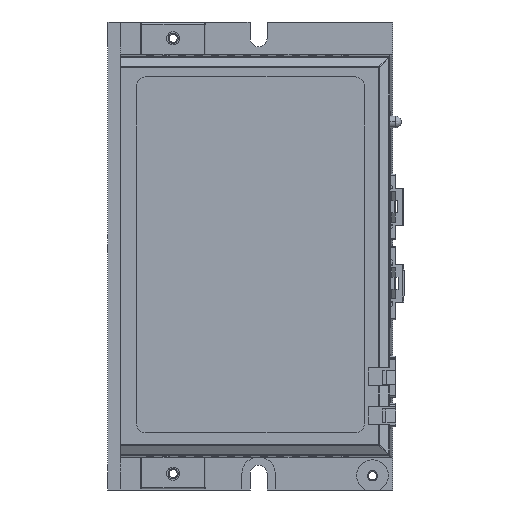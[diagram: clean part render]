
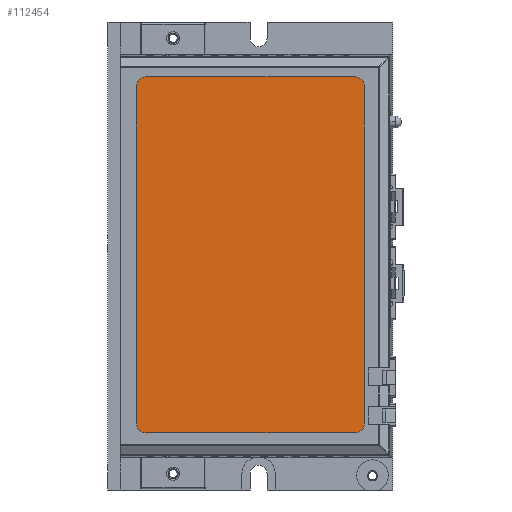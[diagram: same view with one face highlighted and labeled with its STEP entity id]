
A CAD part, front view. The second image highlights one B-rep face of the part: STEP entity #112454.
In plain terms, the highlighted face is planar.
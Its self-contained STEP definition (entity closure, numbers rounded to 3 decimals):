
#7194 = VECTOR ( 'NONE', #95329, 1000. ) ;
#8540 = EDGE_CURVE ( 'NONE', #59051, #35590, #104314, .T. ) ;
#9137 = AXIS2_PLACEMENT_3D ( 'NONE', #96445, #12994, #84458 ) ;
#12388 = ORIENTED_EDGE ( 'NONE', *, *, #93507, .T. ) ;
#12776 = FACE_OUTER_BOUND ( 'NONE', #144820, .T. ) ;
#12994 = DIRECTION ( 'NONE',  ( 0., 0., 1. ) ) ;
#13442 = ORIENTED_EDGE ( 'NONE', *, *, #148652, .T. ) ;
#16925 = VECTOR ( 'NONE', #98462, 1000. ) ;
#17199 = CARTESIAN_POINT ( 'NONE',  ( -11.2, -15.763, 21.3 ) ) ;
#18045 = DIRECTION ( 'NONE',  ( 1., 0., 0. ) ) ;
#18084 = PLANE ( 'NONE',  #95425 ) ;
#26969 = CARTESIAN_POINT ( 'NONE',  ( -9., -13.563, 21.3 ) ) ;
#28246 = CARTESIAN_POINT ( 'NONE',  ( -11.2, -101., 21.3 ) ) ;
#29200 = DIRECTION ( 'NONE',  ( 1., 0., 0. ) ) ;
#30035 = CARTESIAN_POINT ( 'NONE',  ( -62.8, -98.8, 21.3 ) ) ;
#31585 = EDGE_CURVE ( 'NONE', #65930, #115979, #96500, .T. ) ;
#32007 = CARTESIAN_POINT ( 'NONE',  ( -65., -13.563, 21.3 ) ) ;
#35590 = VERTEX_POINT ( 'NONE', #100901 ) ;
#36432 = AXIS2_PLACEMENT_3D ( 'NONE', #30035, #101474, #18045 ) ;
#39066 = ORIENTED_EDGE ( 'NONE', *, *, #31585, .T. ) ;
#41377 = CARTESIAN_POINT ( 'NONE',  ( -62.8, -13.563, 21.3 ) ) ;
#42750 = VERTEX_POINT ( 'NONE', #138397 ) ;
#43489 = CARTESIAN_POINT ( 'NONE',  ( -62.8, -15.763, 21.3 ) ) ;
#44037 = DIRECTION ( 'NONE',  ( 0., -1., 0. ) ) ;
#46780 = VERTEX_POINT ( 'NONE', #88786 ) ;
#47115 = EDGE_CURVE ( 'NONE', #125217, #46780, #67965, .T. ) ;
#52431 = ORIENTED_EDGE ( 'NONE', *, *, #86159, .T. ) ;
#53489 = VERTEX_POINT ( 'NONE', #41377 ) ;
#55448 = DIRECTION ( 'NONE',  ( 1., 0., 0. ) ) ;
#59051 = VERTEX_POINT ( 'NONE', #84425 ) ;
#65930 = VERTEX_POINT ( 'NONE', #28246 ) ;
#66110 = CARTESIAN_POINT ( 'NONE',  ( 0., 0., 21.3 ) ) ;
#67965 = CIRCLE ( 'NONE', #142688, 2.2 ) ;
#69454 = LINE ( 'NONE', #32007, #129326 ) ;
#72886 = CARTESIAN_POINT ( 'NONE',  ( -9., -98.8, 21.3 ) ) ;
#76708 = LINE ( 'NONE', #26969, #16925 ) ;
#78149 = DIRECTION ( 'NONE',  ( 1., 0., 0. ) ) ;
#78190 = LINE ( 'NONE', #143036, #7194 ) ;
#83423 = DIRECTION ( 'NONE',  ( 1., 0., 0. ) ) ;
#84425 = CARTESIAN_POINT ( 'NONE',  ( -65., -98.8, 21.3 ) ) ;
#84458 = DIRECTION ( 'NONE',  ( 1., 0., 0. ) ) ;
#86159 = EDGE_CURVE ( 'NONE', #53489, #42750, #106185, .T. ) ;
#88786 = CARTESIAN_POINT ( 'NONE',  ( -11.2, -13.563, 21.3 ) ) ;
#93507 = EDGE_CURVE ( 'NONE', #46780, #53489, #76708, .T. ) ;
#95329 = DIRECTION ( 'NONE',  ( 0., 1., 0. ) ) ;
#95425 = AXIS2_PLACEMENT_3D ( 'NONE', #66110, #149798, #78149 ) ;
#96445 = CARTESIAN_POINT ( 'NONE',  ( -11.2, -98.8, 21.3 ) ) ;
#96500 = CIRCLE ( 'NONE', #9137, 2.2 ) ;
#97684 = ORIENTED_EDGE ( 'NONE', *, *, #8540, .T. ) ;
#98462 = DIRECTION ( 'NONE',  ( -1., 0., 0. ) ) ;
#100622 = ORIENTED_EDGE ( 'NONE', *, *, #47115, .T. ) ;
#100648 = DIRECTION ( 'NONE',  ( 0., 0., 1. ) ) ;
#100901 = CARTESIAN_POINT ( 'NONE',  ( -62.8, -101., 21.3 ) ) ;
#101474 = DIRECTION ( 'NONE',  ( 0., 0., 1. ) ) ;
#103803 = ORIENTED_EDGE ( 'NONE', *, *, #146552, .T. ) ;
#104314 = CIRCLE ( 'NONE', #36432, 2.2 ) ;
#104897 = ORIENTED_EDGE ( 'NONE', *, *, #149784, .T. ) ;
#106185 = CIRCLE ( 'NONE', #121376, 2.2 ) ;
#110935 = VECTOR ( 'NONE', #83423, 1000. ) ;
#112454 = ADVANCED_FACE ( 'NONE', ( #12776 ), #18084, .T. ) ;
#114723 = LINE ( 'NONE', #131055, #110935 ) ;
#115979 = VERTEX_POINT ( 'NONE', #72886 ) ;
#121376 = AXIS2_PLACEMENT_3D ( 'NONE', #43489, #127119, #55448 ) ;
#125217 = VERTEX_POINT ( 'NONE', #130022 ) ;
#127119 = DIRECTION ( 'NONE',  ( 0., 0., 1. ) ) ;
#129326 = VECTOR ( 'NONE', #44037, 1000. ) ;
#130022 = CARTESIAN_POINT ( 'NONE',  ( -9., -15.763, 21.3 ) ) ;
#131055 = CARTESIAN_POINT ( 'NONE',  ( -65., -101., 21.3 ) ) ;
#138397 = CARTESIAN_POINT ( 'NONE',  ( -65., -15.763, 21.3 ) ) ;
#142688 = AXIS2_PLACEMENT_3D ( 'NONE', #17199, #100648, #29200 ) ;
#143036 = CARTESIAN_POINT ( 'NONE',  ( -9., -101., 21.3 ) ) ;
#144820 = EDGE_LOOP ( 'NONE', ( #13442, #39066, #103803, #100622, #12388, #52431, #104897, #97684 ) ) ;
#146552 = EDGE_CURVE ( 'NONE', #115979, #125217, #78190, .T. ) ;
#148652 = EDGE_CURVE ( 'NONE', #35590, #65930, #114723, .T. ) ;
#149784 = EDGE_CURVE ( 'NONE', #42750, #59051, #69454, .T. ) ;
#149798 = DIRECTION ( 'NONE',  ( 0., 0., 1. ) ) ;
